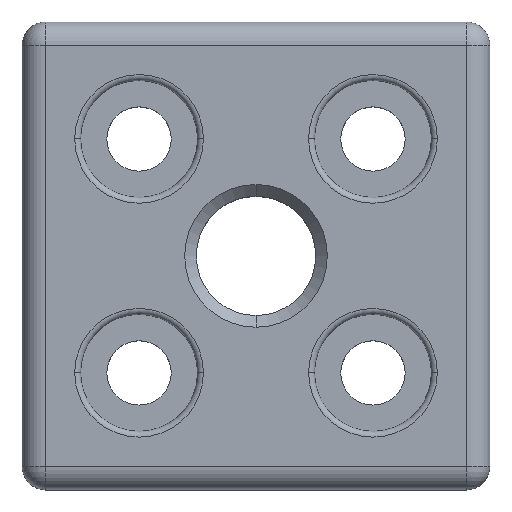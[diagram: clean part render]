
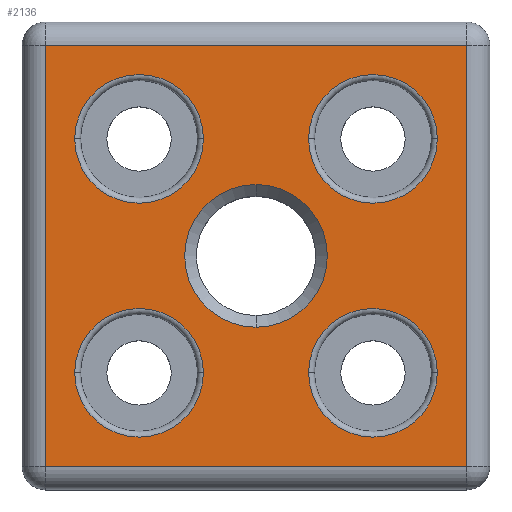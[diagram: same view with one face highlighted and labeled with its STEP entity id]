
A CAD part, top view. The second image highlights one B-rep face of the part: STEP entity #2136.
In plain terms, the highlighted planar face has unit normal (0, 0, 1).
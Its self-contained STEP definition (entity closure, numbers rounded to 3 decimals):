
#48 = LINE ( 'NONE', #3313, #1895 ) ;
#58 = EDGE_CURVE ( 'NONE', #1977, #2586, #48, .T. ) ;
#88 = EDGE_CURVE ( 'NONE', #2511, #1742, #2677, .T. ) ;
#151 = EDGE_LOOP ( 'NONE', ( #2245, #3033, #699, #3151 ) ) ;
#191 = CARTESIAN_POINT ( 'NONE',  ( 18., 20., 12. ) ) ;
#217 = AXIS2_PLACEMENT_3D ( 'NONE', #3507, #1287, #240 ) ;
#226 = EDGE_LOOP ( 'NONE', ( #4641, #1412 ) ) ;
#240 = DIRECTION ( 'NONE',  ( 1., 0., 0. ) ) ;
#265 = LINE ( 'NONE', #3285, #1816 ) ;
#277 = CARTESIAN_POINT ( 'NONE',  ( 18., -18., 12. ) ) ;
#296 = ORIENTED_EDGE ( 'NONE', *, *, #3916, .T. ) ;
#328 = DIRECTION ( 'NONE',  ( 0., 0., -1. ) ) ;
#384 = AXIS2_PLACEMENT_3D ( 'NONE', #3647, #328, #1792 ) ;
#402 = CIRCLE ( 'NONE', #1023, 6.1 ) ;
#465 = DIRECTION ( 'NONE',  ( 0., -1., 0. ) ) ;
#476 = EDGE_LOOP ( 'NONE', ( #2446, #1005 ) ) ;
#556 = ORIENTED_EDGE ( 'NONE', *, *, #88, .T. ) ;
#575 = CARTESIAN_POINT ( 'NONE',  ( 10., 10., 12. ) ) ;
#594 = AXIS2_PLACEMENT_3D ( 'NONE', #1093, #4475, #3758 ) ;
#699 = ORIENTED_EDGE ( 'NONE', *, *, #58, .F. ) ;
#705 = DIRECTION ( 'NONE',  ( 1., 0., 0. ) ) ;
#750 = ORIENTED_EDGE ( 'NONE', *, *, #4267, .T. ) ;
#779 = DIRECTION ( 'NONE',  ( 0., 0., -1. ) ) ;
#844 = EDGE_CURVE ( 'NONE', #3709, #4051, #1370, .T. ) ;
#965 = EDGE_CURVE ( 'NONE', #3621, #1756, #3908, .T. ) ;
#966 = CARTESIAN_POINT ( 'NONE',  ( 15.5, -10., 12. ) ) ;
#1005 = ORIENTED_EDGE ( 'NONE', *, *, #3287, .T. ) ;
#1023 = AXIS2_PLACEMENT_3D ( 'NONE', #1762, #4385, #4676 ) ;
#1069 = EDGE_CURVE ( 'NONE', #4051, #1977, #265, .T. ) ;
#1086 = VERTEX_POINT ( 'NONE', #2553 ) ;
#1093 = CARTESIAN_POINT ( 'NONE',  ( -10., -10., 12. ) ) ;
#1099 = DIRECTION ( 'NONE',  ( 1., 0., 0. ) ) ;
#1107 = EDGE_LOOP ( 'NONE', ( #750, #2373 ) ) ;
#1117 = VECTOR ( 'NONE', #2769, 1000. ) ;
#1131 = EDGE_CURVE ( 'NONE', #3679, #4756, #3150, .T. ) ;
#1229 = EDGE_CURVE ( 'NONE', #1742, #2511, #4067, .T. ) ;
#1287 = DIRECTION ( 'NONE',  ( 0., 0., -1. ) ) ;
#1326 = ORIENTED_EDGE ( 'NONE', *, *, #2685, .T. ) ;
#1370 = LINE ( 'NONE', #2844, #1117 ) ;
#1412 = ORIENTED_EDGE ( 'NONE', *, *, #4720, .T. ) ;
#1416 = VERTEX_POINT ( 'NONE', #2353 ) ;
#1459 = DIRECTION ( 'NONE',  ( 0., 0., -1. ) ) ;
#1527 = AXIS2_PLACEMENT_3D ( 'NONE', #4679, #4388, #1766 ) ;
#1612 = AXIS2_PLACEMENT_3D ( 'NONE', #4107, #779, #2270 ) ;
#1672 = CARTESIAN_POINT ( 'NONE',  ( -18., 18., 12. ) ) ;
#1741 = FACE_OUTER_BOUND ( 'NONE', #151, .T. ) ;
#1742 = VERTEX_POINT ( 'NONE', #4143 ) ;
#1756 = VERTEX_POINT ( 'NONE', #2649 ) ;
#1762 = CARTESIAN_POINT ( 'NONE',  ( 0., 0., 12. ) ) ;
#1766 = DIRECTION ( 'NONE',  ( 1., 0., 0. ) ) ;
#1792 = DIRECTION ( 'NONE',  ( 1., 0., 0. ) ) ;
#1816 = VECTOR ( 'NONE', #2528, 1000. ) ;
#1863 = AXIS2_PLACEMENT_3D ( 'NONE', #2191, #2169, #705 ) ;
#1895 = VECTOR ( 'NONE', #4739, 1000. ) ;
#1942 = CIRCLE ( 'NONE', #1863, 5.5 ) ;
#1965 = CARTESIAN_POINT ( 'NONE',  ( -18., -18., 12. ) ) ;
#1977 = VERTEX_POINT ( 'NONE', #1672 ) ;
#2013 = CIRCLE ( 'NONE', #384, 5.5 ) ;
#2024 = AXIS2_PLACEMENT_3D ( 'NONE', #575, #3889, #2868 ) ;
#2125 = CARTESIAN_POINT ( 'NONE',  ( 10., -10., 12. ) ) ;
#2132 = CARTESIAN_POINT ( 'NONE',  ( -4.5, -10., 12. ) ) ;
#2136 = ADVANCED_FACE ( 'NONE', ( #1741, #3235, #2905, #4703, #3212, #3576 ), #3280, .T. ) ;
#2169 = DIRECTION ( 'NONE',  ( 0., 0., -1. ) ) ;
#2191 = CARTESIAN_POINT ( 'NONE',  ( 10., -10., 12. ) ) ;
#2245 = ORIENTED_EDGE ( 'NONE', *, *, #844, .F. ) ;
#2270 = DIRECTION ( 'NONE',  ( 1., 0., 0. ) ) ;
#2328 = CIRCLE ( 'NONE', #2024, 5.5 ) ;
#2353 = CARTESIAN_POINT ( 'NONE',  ( 0., -6.1, 12. ) ) ;
#2373 = ORIENTED_EDGE ( 'NONE', *, *, #1131, .T. ) ;
#2446 = ORIENTED_EDGE ( 'NONE', *, *, #965, .T. ) ;
#2511 = VERTEX_POINT ( 'NONE', #2132 ) ;
#2528 = DIRECTION ( 'NONE',  ( 0., 1., 0. ) ) ;
#2553 = CARTESIAN_POINT ( 'NONE',  ( 15.5, 10., 12. ) ) ;
#2577 = DIRECTION ( 'NONE',  ( 0., 0., -1. ) ) ;
#2586 = VERTEX_POINT ( 'NONE', #4153 ) ;
#2606 = ORIENTED_EDGE ( 'NONE', *, *, #1229, .T. ) ;
#2610 = EDGE_LOOP ( 'NONE', ( #556, #2606 ) ) ;
#2632 = CARTESIAN_POINT ( 'NONE',  ( -10., -10., 12. ) ) ;
#2645 = CARTESIAN_POINT ( 'NONE',  ( 0., 6.1, 12. ) ) ;
#2649 = CARTESIAN_POINT ( 'NONE',  ( -15.5, 10., 12. ) ) ;
#2677 = CIRCLE ( 'NONE', #4689, 5.5 ) ;
#2685 = EDGE_CURVE ( 'NONE', #4435, #1086, #3706, .T. ) ;
#2769 = DIRECTION ( 'NONE',  ( -1., 0., 0. ) ) ;
#2844 = CARTESIAN_POINT ( 'NONE',  ( -20., -18., 12. ) ) ;
#2868 = DIRECTION ( 'NONE',  ( 1., 0., 0. ) ) ;
#2905 = FACE_BOUND ( 'NONE', #3766, .T. ) ;
#2952 = CIRCLE ( 'NONE', #3100, 6.1 ) ;
#2999 = EDGE_CURVE ( 'NONE', #1416, #4438, #2952, .T. ) ;
#3033 = ORIENTED_EDGE ( 'NONE', *, *, #3069, .F. ) ;
#3069 = EDGE_CURVE ( 'NONE', #2586, #3709, #4477, .T. ) ;
#3100 = AXIS2_PLACEMENT_3D ( 'NONE', #3426, #2577, #465 ) ;
#3150 = CIRCLE ( 'NONE', #4307, 5.5 ) ;
#3151 = ORIENTED_EDGE ( 'NONE', *, *, #1069, .F. ) ;
#3212 = FACE_BOUND ( 'NONE', #2610, .T. ) ;
#3235 = FACE_BOUND ( 'NONE', #476, .T. ) ;
#3275 = CARTESIAN_POINT ( 'NONE',  ( 4.5, -10., 12. ) ) ;
#3280 = PLANE ( 'NONE',  #1527 ) ;
#3285 = CARTESIAN_POINT ( 'NONE',  ( -18., 20., 12. ) ) ;
#3287 = EDGE_CURVE ( 'NONE', #1756, #3621, #2013, .T. ) ;
#3313 = CARTESIAN_POINT ( 'NONE',  ( -20., 18., 12. ) ) ;
#3372 = CARTESIAN_POINT ( 'NONE',  ( 4.5, 10., 12. ) ) ;
#3426 = CARTESIAN_POINT ( 'NONE',  ( 0., 0., 12. ) ) ;
#3507 = CARTESIAN_POINT ( 'NONE',  ( -10., 10., 12. ) ) ;
#3576 = FACE_BOUND ( 'NONE', #226, .T. ) ;
#3594 = CARTESIAN_POINT ( 'NONE',  ( -4.5, 10., 12. ) ) ;
#3621 = VERTEX_POINT ( 'NONE', #3594 ) ;
#3624 = DIRECTION ( 'NONE',  ( 1., 0., 0. ) ) ;
#3647 = CARTESIAN_POINT ( 'NONE',  ( -10., 10., 12. ) ) ;
#3679 = VERTEX_POINT ( 'NONE', #3275 ) ;
#3706 = CIRCLE ( 'NONE', #1612, 5.5 ) ;
#3709 = VERTEX_POINT ( 'NONE', #277 ) ;
#3758 = DIRECTION ( 'NONE',  ( 1., 0., 0. ) ) ;
#3766 = EDGE_LOOP ( 'NONE', ( #296, #1326 ) ) ;
#3889 = DIRECTION ( 'NONE',  ( 0., 0., -1. ) ) ;
#3908 = CIRCLE ( 'NONE', #217, 5.5 ) ;
#3916 = EDGE_CURVE ( 'NONE', #1086, #4435, #2328, .T. ) ;
#3940 = VECTOR ( 'NONE', #4581, 1000. ) ;
#3956 = DIRECTION ( 'NONE',  ( 0., 0., -1. ) ) ;
#4051 = VERTEX_POINT ( 'NONE', #1965 ) ;
#4067 = CIRCLE ( 'NONE', #594, 5.5 ) ;
#4107 = CARTESIAN_POINT ( 'NONE',  ( 10., 10., 12. ) ) ;
#4143 = CARTESIAN_POINT ( 'NONE',  ( -15.5, -10., 12. ) ) ;
#4153 = CARTESIAN_POINT ( 'NONE',  ( 18., 18., 12. ) ) ;
#4267 = EDGE_CURVE ( 'NONE', #4756, #3679, #1942, .T. ) ;
#4307 = AXIS2_PLACEMENT_3D ( 'NONE', #2125, #3956, #3624 ) ;
#4385 = DIRECTION ( 'NONE',  ( 0., 0., -1. ) ) ;
#4388 = DIRECTION ( 'NONE',  ( 0., 0., 1. ) ) ;
#4435 = VERTEX_POINT ( 'NONE', #3372 ) ;
#4438 = VERTEX_POINT ( 'NONE', #2645 ) ;
#4475 = DIRECTION ( 'NONE',  ( 0., 0., -1. ) ) ;
#4477 = LINE ( 'NONE', #191, #3940 ) ;
#4581 = DIRECTION ( 'NONE',  ( 0., -1., 0. ) ) ;
#4641 = ORIENTED_EDGE ( 'NONE', *, *, #2999, .T. ) ;
#4676 = DIRECTION ( 'NONE',  ( 0., -1., 0. ) ) ;
#4679 = CARTESIAN_POINT ( 'NONE',  ( -20., 20., 12. ) ) ;
#4689 = AXIS2_PLACEMENT_3D ( 'NONE', #2632, #1459, #1099 ) ;
#4703 = FACE_BOUND ( 'NONE', #1107, .T. ) ;
#4720 = EDGE_CURVE ( 'NONE', #4438, #1416, #402, .T. ) ;
#4739 = DIRECTION ( 'NONE',  ( 1., 0., 0. ) ) ;
#4756 = VERTEX_POINT ( 'NONE', #966 ) ;
